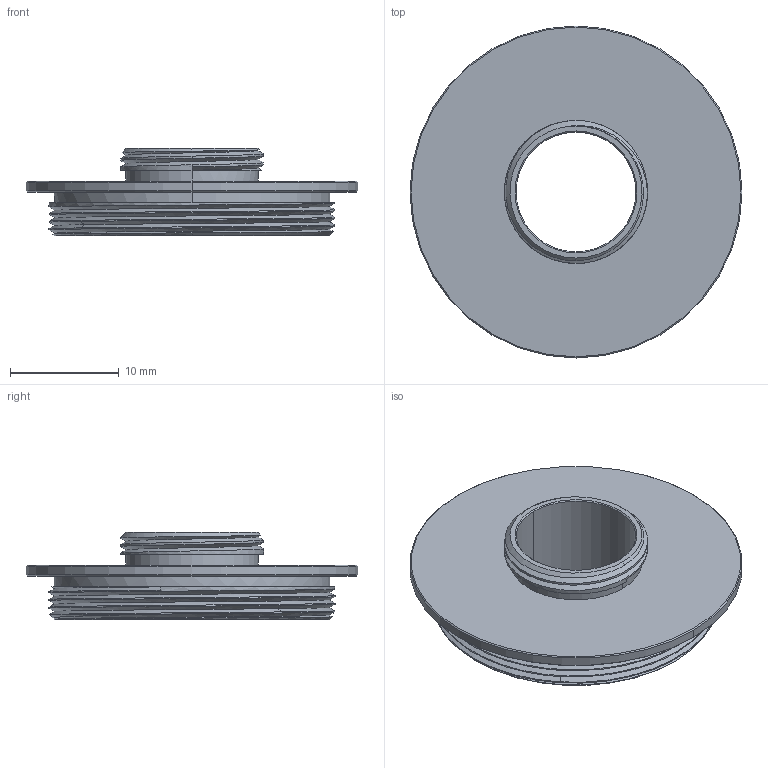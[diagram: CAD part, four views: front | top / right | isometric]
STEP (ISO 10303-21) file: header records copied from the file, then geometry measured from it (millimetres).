
FILE_DESCRIPTION((''),'2;1');
FILE_NAME('CSM05-1','2023-03-20T14:44:02',('R&D'),(''),'CREO PARAMETRIC BY PTC INC, 2022162','CREO PARAMETRIC BY PTC INC, 2022162','');
FILE_SCHEMA(('CONFIG_CONTROL_DESIGN'));
Length unit declared in the file: millimetre
Products named in the file (1): CSM05-1
Bounding box: 30.5 x 30.5 x 8 mm (x, y, z)
Volume: 2411.5 mm3; surface area: 2366.8 mm2
Topology: 1 solids, 1 shells, 44 faces, 109 edges, 69 vertices
Faces by surface type: cylinder 18, cone 12, plane 8, bspline 6
Entity records: 5460 total; most frequent: CARTESIAN_POINT 4436, ORIENTED_EDGE 218, DIRECTION 180, EDGE_CURVE 109, AXIS2_PLACEMENT_3D 71, VERTEX_POINT 69, EDGE_LOOP 48, FACE_OUTER_BOUND 44
